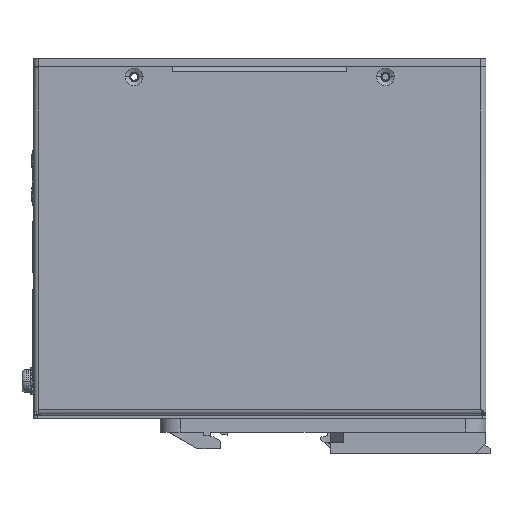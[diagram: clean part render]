
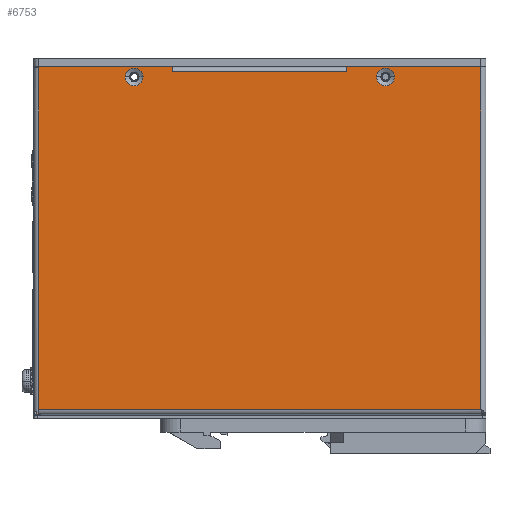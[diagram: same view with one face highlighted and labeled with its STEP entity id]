
A CAD part, front view. The second image highlights one B-rep face of the part: STEP entity #6753.
In plain terms, the highlighted planar face has unit normal (0, -1, 0).
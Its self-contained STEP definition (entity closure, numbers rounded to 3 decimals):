
#4557=DIRECTION('',(1.,0.,0.));
#4558=VECTOR('',#4557,40.);
#4559=CARTESIAN_POINT('',(-66.,0.,51.9));
#4560=LINE('',#4559,#4558);
#4561=DIRECTION('',(0.,0.,1.));
#4562=VECTOR('',#4561,1.5);
#4563=CARTESIAN_POINT('',(26.,0.,50.4));
#4564=LINE('',#4563,#4562);
#4565=DIRECTION('',(1.,0.,0.));
#4566=VECTOR('',#4565,40.);
#4567=CARTESIAN_POINT('',(26.,0.,51.9));
#4568=LINE('',#4567,#4566);
#4569=CARTESIAN_POINT('',(37.5,0.,48.9));
#4570=DIRECTION('',(0.,-1.,0.));
#4571=DIRECTION('',(1.,0.,0.));
#4572=AXIS2_PLACEMENT_3D('',#4569,#4570,#4571);
#4574=CARTESIAN_POINT('',(37.5,0.,48.9));
#4575=DIRECTION('',(0.,-1.,0.));
#4576=DIRECTION('',(0.,0.,1.));
#4577=AXIS2_PLACEMENT_3D('',#4574,#4575,#4576);
#4579=CARTESIAN_POINT('',(37.5,0.,48.9));
#4580=DIRECTION('',(0.,-1.,0.));
#4581=DIRECTION('',(-1.,0.,0.));
#4582=AXIS2_PLACEMENT_3D('',#4579,#4580,#4581);
#4584=CARTESIAN_POINT('',(37.5,0.,48.9));
#4585=DIRECTION('',(0.,-1.,0.));
#4586=DIRECTION('',(0.,0.,-1.));
#4587=AXIS2_PLACEMENT_3D('',#4584,#4585,#4586);
#4589=CARTESIAN_POINT('',(-37.5,0.,48.9));
#4590=DIRECTION('',(0.,-1.,0.));
#4591=DIRECTION('',(1.,0.,0.));
#4592=AXIS2_PLACEMENT_3D('',#4589,#4590,#4591);
#4594=CARTESIAN_POINT('',(-37.5,0.,48.9));
#4595=DIRECTION('',(0.,-1.,0.));
#4596=DIRECTION('',(0.,0.,1.));
#4597=AXIS2_PLACEMENT_3D('',#4594,#4595,#4596);
#4599=CARTESIAN_POINT('',(-37.5,0.,48.9));
#4600=DIRECTION('',(0.,-1.,0.));
#4601=DIRECTION('',(-1.,0.,0.));
#4602=AXIS2_PLACEMENT_3D('',#4599,#4600,#4601);
#4604=CARTESIAN_POINT('',(-37.5,0.,48.9));
#4605=DIRECTION('',(0.,-1.,0.));
#4606=DIRECTION('',(0.,0.,-1.));
#4607=AXIS2_PLACEMENT_3D('',#4604,#4605,#4606);
#4617=DIRECTION('',(0.,0.,1.));
#4618=VECTOR('',#4617,1.5);
#4619=CARTESIAN_POINT('',(-26.,0.,50.4));
#4620=LINE('',#4619,#4618);
#4697=DIRECTION('',(0.,0.,-1.));
#4698=VECTOR('',#4697,102.3);
#4699=CARTESIAN_POINT('',(-66.,0.,51.9));
#4700=LINE('',#4699,#4698);
#5570=DIRECTION('',(1.,0.,0.));
#5571=VECTOR('',#5570,132.);
#5572=CARTESIAN_POINT('',(-66.,0.,-50.4));
#5573=LINE('',#5572,#5571);
#5612=DIRECTION('',(0.,0.,1.));
#5613=VECTOR('',#5612,102.3);
#5614=CARTESIAN_POINT('',(66.,0.,-50.4));
#5615=LINE('',#5614,#5613);
#5834=DIRECTION('',(-1.,0.,0.));
#5835=VECTOR('',#5834,52.);
#5836=CARTESIAN_POINT('',(26.,0.,50.4));
#5837=LINE('',#5836,#5835);
#6240=CARTESIAN_POINT('',(-66.,0.,51.9));
#6241=CARTESIAN_POINT('',(-26.,0.,51.9));
#6242=VERTEX_POINT('',#6240);
#6243=VERTEX_POINT('',#6241);
#6244=CARTESIAN_POINT('',(-26.,0.,50.4));
#6245=VERTEX_POINT('',#6244);
#6246=CARTESIAN_POINT('',(26.,0.,50.4));
#6247=VERTEX_POINT('',#6246);
#6248=CARTESIAN_POINT('',(26.,0.,51.9));
#6249=VERTEX_POINT('',#6248);
#6250=CARTESIAN_POINT('',(66.,0.,51.9));
#6251=VERTEX_POINT('',#6250);
#6252=CARTESIAN_POINT('',(66.,0.,-50.4));
#6253=VERTEX_POINT('',#6252);
#6254=CARTESIAN_POINT('',(-66.,0.,-50.4));
#6255=VERTEX_POINT('',#6254);
#6256=CARTESIAN_POINT('',(40.15,0.,48.9));
#6257=CARTESIAN_POINT('',(37.5,0.,51.55));
#6258=VERTEX_POINT('',#6256);
#6259=VERTEX_POINT('',#6257);
#6260=CARTESIAN_POINT('',(34.85,0.,48.9));
#6261=VERTEX_POINT('',#6260);
#6262=CARTESIAN_POINT('',(37.5,0.,46.25));
#6263=VERTEX_POINT('',#6262);
#6264=CARTESIAN_POINT('',(-34.85,0.,48.9));
#6265=CARTESIAN_POINT('',(-37.5,0.,51.55));
#6266=VERTEX_POINT('',#6264);
#6267=VERTEX_POINT('',#6265);
#6268=CARTESIAN_POINT('',(-40.15,0.,48.9));
#6269=VERTEX_POINT('',#6268);
#6270=CARTESIAN_POINT('',(-37.5,0.,46.25));
#6271=VERTEX_POINT('',#6270);
#6710=CARTESIAN_POINT('',(-67.5,0.,-51.9));
#6711=DIRECTION('',(0.,-1.,0.));
#6712=DIRECTION('',(1.,0.,0.));
#6713=AXIS2_PLACEMENT_3D('',#6710,#6711,#6712);
#6714=PLANE('',#6713);
#6716=ORIENTED_EDGE('',*,*,#6715,.T.);
#6718=ORIENTED_EDGE('',*,*,#6717,.F.);
#6720=ORIENTED_EDGE('',*,*,#6719,.F.);
#6722=ORIENTED_EDGE('',*,*,#6721,.T.);
#6724=ORIENTED_EDGE('',*,*,#6723,.T.);
#6726=ORIENTED_EDGE('',*,*,#6725,.F.);
#6728=ORIENTED_EDGE('',*,*,#6727,.F.);
#6730=ORIENTED_EDGE('',*,*,#6729,.F.);
#6731=EDGE_LOOP('',(#6716,#6718,#6720,#6722,#6724,#6726,#6728,#6730));
#6732=FACE_OUTER_BOUND('',#6731,.F.);
#6734=ORIENTED_EDGE('',*,*,#6733,.T.);
#6736=ORIENTED_EDGE('',*,*,#6735,.T.);
#6738=ORIENTED_EDGE('',*,*,#6737,.T.);
#6740=ORIENTED_EDGE('',*,*,#6739,.T.);
#6741=EDGE_LOOP('',(#6734,#6736,#6738,#6740));
#6742=FACE_BOUND('',#6741,.F.);
#6744=ORIENTED_EDGE('',*,*,#6743,.T.);
#6746=ORIENTED_EDGE('',*,*,#6745,.T.);
#6748=ORIENTED_EDGE('',*,*,#6747,.T.);
#6750=ORIENTED_EDGE('',*,*,#6749,.T.);
#6751=EDGE_LOOP('',(#6744,#6746,#6748,#6750));
#6752=FACE_BOUND('',#6751,.F.);
#4573=CIRCLE('',#4572,2.65);
#4578=CIRCLE('',#4577,2.65);
#4583=CIRCLE('',#4582,2.65);
#4588=CIRCLE('',#4587,2.65);
#4593=CIRCLE('',#4592,2.65);
#4598=CIRCLE('',#4597,2.65);
#4603=CIRCLE('',#4602,2.65);
#4608=CIRCLE('',#4607,2.65);
#6715=EDGE_CURVE('',#6242,#6243,#4560,.T.);
#6717=EDGE_CURVE('',#6245,#6243,#4620,.T.);
#6719=EDGE_CURVE('',#6247,#6245,#5837,.T.);
#6721=EDGE_CURVE('',#6247,#6249,#4564,.T.);
#6723=EDGE_CURVE('',#6249,#6251,#4568,.T.);
#6725=EDGE_CURVE('',#6253,#6251,#5615,.T.);
#6727=EDGE_CURVE('',#6255,#6253,#5573,.T.);
#6729=EDGE_CURVE('',#6242,#6255,#4700,.T.);
#6733=EDGE_CURVE('',#6258,#6259,#4573,.T.);
#6735=EDGE_CURVE('',#6259,#6261,#4578,.T.);
#6737=EDGE_CURVE('',#6261,#6263,#4583,.T.);
#6739=EDGE_CURVE('',#6263,#6258,#4588,.T.);
#6743=EDGE_CURVE('',#6266,#6267,#4593,.T.);
#6745=EDGE_CURVE('',#6267,#6269,#4598,.T.);
#6747=EDGE_CURVE('',#6269,#6271,#4603,.T.);
#6749=EDGE_CURVE('',#6271,#6266,#4608,.T.);
#6753=ADVANCED_FACE('',(#6732,#6742,#6752),#6714,.T.);
